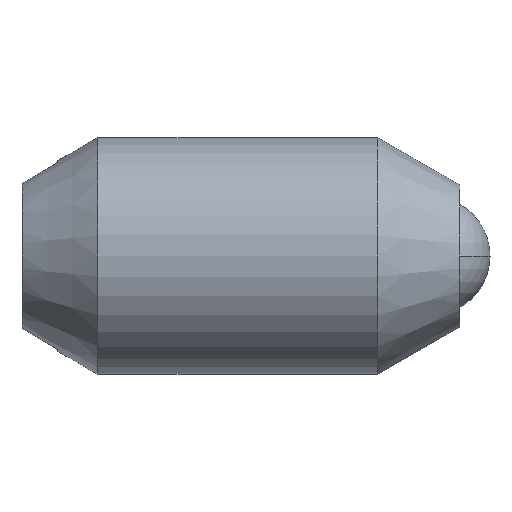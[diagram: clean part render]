
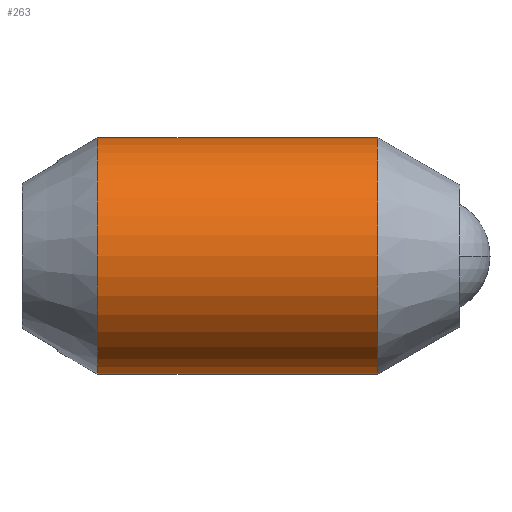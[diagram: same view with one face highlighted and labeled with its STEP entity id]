
A CAD part, front view. The second image highlights one B-rep face of the part: STEP entity #263.
In plain terms, the highlighted cylindrical face has radius 3.97 mm (diameter 7.94 mm), a partial arc.
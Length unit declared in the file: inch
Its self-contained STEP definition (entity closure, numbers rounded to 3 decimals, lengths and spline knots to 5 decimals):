
#20 = CARTESIAN_POINT ( 'NONE',  ( -0.10833, 0., 0. ) ) ;
#53 = LINE ( 'NONE', #646, #447 ) ;
#55 = DIRECTION ( 'NONE',  ( 0., 0., 1. ) ) ;
#59 = AXIS2_PLACEMENT_3D ( 'NONE', #310, #642, #348 ) ;
#81 = VERTEX_POINT ( 'NONE', #470 ) ;
#105 = VERTEX_POINT ( 'NONE', #625 ) ;
#118 = DIRECTION ( 'NONE',  ( -1., 0., 0. ) ) ;
#125 = ORIENTED_EDGE ( 'NONE', *, *, #231, .F. ) ;
#162 = ORIENTED_EDGE ( 'NONE', *, *, #454, .T. ) ;
#205 = CIRCLE ( 'NONE', #375, 0.1563 ) ;
#231 = EDGE_CURVE ( 'NONE', #81, #427, #391, .T. ) ;
#263 = ADVANCED_FACE ( 'CYL_0', ( #269 ), #328, .T. ) ;
#269 = FACE_OUTER_BOUND ( 'NONE', #565, .T. ) ;
#286 = ORIENTED_EDGE ( 'NONE', *, *, #331, .T. ) ;
#305 = EDGE_CURVE ( 'NONE', #342, #81, #53, .T. ) ;
#310 = CARTESIAN_POINT ( 'NONE',  ( -0.47795, 0., 0. ) ) ;
#311 = DIRECTION ( 'NONE',  ( 0., 0., 1. ) ) ;
#328 = CYLINDRICAL_SURFACE ( 'NONE', #472, 0.1563 ) ;
#331 = EDGE_CURVE ( 'NONE', #342, #105, #205, .T. ) ;
#342 = VERTEX_POINT ( 'NONE', #398 ) ;
#348 = DIRECTION ( 'NONE',  ( 0., 0., 1. ) ) ;
#356 = DIRECTION ( 'NONE',  ( -1., 0., 0. ) ) ;
#375 = AXIS2_PLACEMENT_3D ( 'NONE', #20, #356, #55 ) ;
#391 = CIRCLE ( 'NONE', #59, 0.1563 ) ;
#398 = CARTESIAN_POINT ( 'NONE',  ( -0.10833, 0., -0.1563 ) ) ;
#404 = CARTESIAN_POINT ( 'NONE',  ( -0.47795, 0., 0.1563 ) ) ;
#409 = CARTESIAN_POINT ( 'NONE',  ( 0., 0., 0.1563 ) ) ;
#427 = VERTEX_POINT ( 'NONE', #404 ) ;
#444 = DIRECTION ( 'NONE',  ( -1., 0., 0. ) ) ;
#447 = VECTOR ( 'NONE', #444, 39.37008 ) ;
#454 = EDGE_CURVE ( 'NONE', #105, #427, #632, .T. ) ;
#470 = CARTESIAN_POINT ( 'NONE',  ( -0.47795, 0., -0.1563 ) ) ;
#472 = AXIS2_PLACEMENT_3D ( 'NONE', #539, #594, #311 ) ;
#479 = ORIENTED_EDGE ( 'NONE', *, *, #305, .F. ) ;
#507 = VECTOR ( 'NONE', #118, 39.37008 ) ;
#539 = CARTESIAN_POINT ( 'NONE',  ( 0., 0., 0. ) ) ;
#565 = EDGE_LOOP ( 'NONE', ( #479, #286, #162, #125 ) ) ;
#594 = DIRECTION ( 'NONE',  ( -1., 0., 0. ) ) ;
#625 = CARTESIAN_POINT ( 'NONE',  ( -0.10833, 0., 0.1563 ) ) ;
#632 = LINE ( 'NONE', #409, #507 ) ;
#642 = DIRECTION ( 'NONE',  ( -1., 0., 0. ) ) ;
#646 = CARTESIAN_POINT ( 'NONE',  ( 0., 0., -0.1563 ) ) ;
